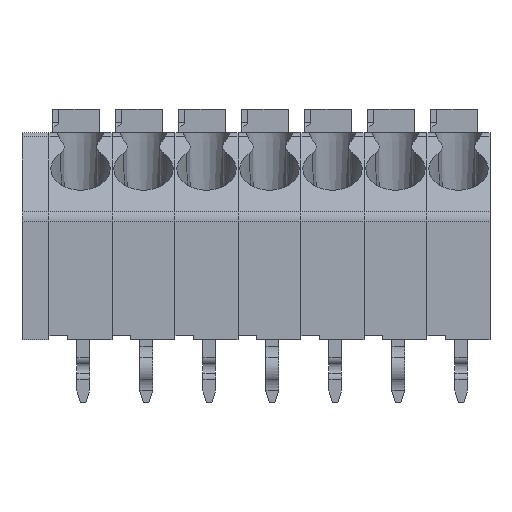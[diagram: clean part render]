
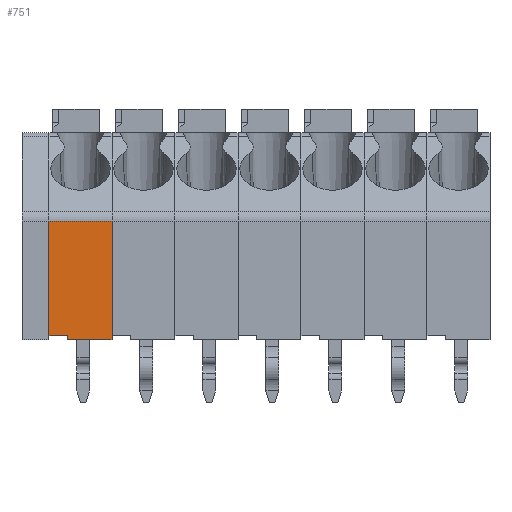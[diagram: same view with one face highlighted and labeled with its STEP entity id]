
A CAD part, front view. The second image highlights one B-rep face of the part: STEP entity #751.
In plain terms, the highlighted planar face has unit normal (0, -1, 0).
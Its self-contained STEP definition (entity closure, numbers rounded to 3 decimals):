
#751 = ADVANCED_FACE( '', ( #1465 ), #1466, .T. );
#1465 = FACE_OUTER_BOUND( '', #2372, .T. );
#1466 = PLANE( '', #2373 );
#2372 = EDGE_LOOP( '', ( #4000, #4001, #4002, #4003, #4004, #4005 ) );
#2373 = AXIS2_PLACEMENT_3D( '', #4006, #4007, #4008 );
#4000 = ORIENTED_EDGE( '', *, *, #4729, .T. );
#4001 = ORIENTED_EDGE( '', *, *, #5106, .F. );
#4002 = ORIENTED_EDGE( '', *, *, #5052, .T. );
#4003 = ORIENTED_EDGE( '', *, *, #4614, .T. );
#4004 = ORIENTED_EDGE( '', *, *, #5038, .F. );
#4005 = ORIENTED_EDGE( '', *, *, #5107, .F. );
#4006 = CARTESIAN_POINT( '', ( 1.75, -6., -4.75 ) );
#4007 = DIRECTION( '', ( 0., -1., 0. ) );
#4008 = DIRECTION( '', ( 0., 0., -1. ) );
#4614 = EDGE_CURVE( '', #5489, #5493, #5495, .T. );
#4729 = EDGE_CURVE( '', #5675, #5673, #5676, .T. );
#5038 = EDGE_CURVE( '', #6125, #5493, #6127, .T. );
#5052 = EDGE_CURVE( '', #6146, #5489, #6147, .T. );
#5106 = EDGE_CURVE( '', #6146, #5673, #6210, .T. );
#5107 = EDGE_CURVE( '', #5675, #6125, #6211, .T. );
#5489 = VERTEX_POINT( '', #6713 );
#5493 = VERTEX_POINT( '', #6718 );
#5495 = LINE( '', #6720, #6721 );
#5673 = VERTEX_POINT( '', #7000 );
#5675 = VERTEX_POINT( '', #7003 );
#5676 = LINE( '', #7004, #7005 );
#6125 = VERTEX_POINT( '', #7812 );
#6127 = LINE( '', #7815, #7816 );
#6146 = VERTEX_POINT( '', #7842 );
#6147 = LINE( '', #7843, #7844 );
#6210 = LINE( '', #7943, #7944 );
#6211 = LINE( '', #7945, #7946 );
#6713 = CARTESIAN_POINT( '', ( 1.75, -6., 1.844 ) );
#6718 = CARTESIAN_POINT( '', ( -1.75, -6., 1.844 ) );
#6720 = CARTESIAN_POINT( '', ( 1.75, -6., 1.844 ) );
#6721 = VECTOR( '', #8271, 1000. );
#7000 = CARTESIAN_POINT( '', ( -0.7, -6., -4.75 ) );
#7003 = CARTESIAN_POINT( '', ( -0.7, -6., -4.52 ) );
#7004 = CARTESIAN_POINT( '', ( -0.7, -6., -4.52 ) );
#7005 = VECTOR( '', #8387, 1000. );
#7812 = CARTESIAN_POINT( '', ( -1.75, -6., -4.52 ) );
#7815 = CARTESIAN_POINT( '', ( -1.75, -6., -4.75 ) );
#7816 = VECTOR( '', #8696, 1000. );
#7842 = CARTESIAN_POINT( '', ( 1.75, -6., -4.75 ) );
#7843 = CARTESIAN_POINT( '', ( 1.75, -6., -4.75 ) );
#7844 = VECTOR( '', #8716, 1000. );
#7943 = CARTESIAN_POINT( '', ( 1.75, -6., -4.75 ) );
#7944 = VECTOR( '', #8752, 1000. );
#7945 = CARTESIAN_POINT( '', ( -0.7, -6., -4.52 ) );
#7946 = VECTOR( '', #8753, 1000. );
#8271 = DIRECTION( '', ( -1., 0., 0. ) );
#8387 = DIRECTION( '', ( 0., 0., -1. ) );
#8696 = DIRECTION( '', ( 0., 0., 1. ) );
#8716 = DIRECTION( '', ( 0., 0., 1. ) );
#8752 = DIRECTION( '', ( -1., 0., 0. ) );
#8753 = DIRECTION( '', ( -1., 0., 0. ) );
